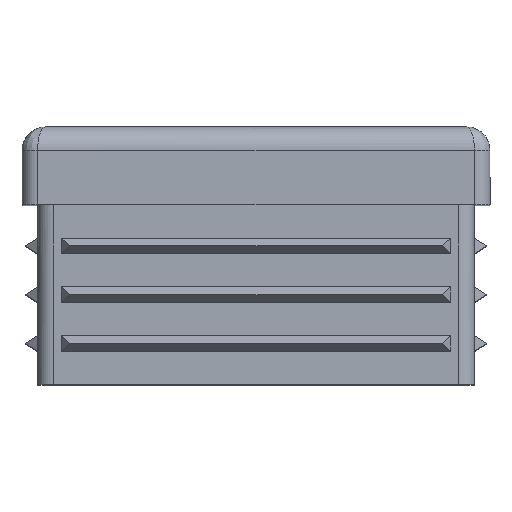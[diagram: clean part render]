
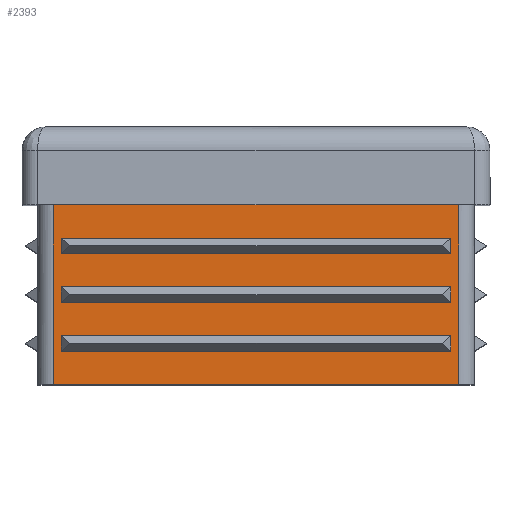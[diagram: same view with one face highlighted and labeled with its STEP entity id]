
A CAD part, top view. The second image highlights one B-rep face of the part: STEP entity #2393.
In plain terms, the highlighted planar face has unit normal (0, 0, 1).
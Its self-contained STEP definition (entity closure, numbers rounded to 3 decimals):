
#5 = DIRECTION ( 'NONE',  ( 0., 1., 0. ) ) ;
#9 = DIRECTION ( 'NONE',  ( -1., 0., 0. ) ) ;
#12 = CARTESIAN_POINT ( 'NONE',  ( 15.85, 5.25, 14. ) ) ;
#39 = EDGE_LOOP ( 'NONE', ( #1100, #387, #289, #768 ) ) ;
#70 = EDGE_CURVE ( 'NONE', #2991, #783, #940, .T. ) ;
#71 = CARTESIAN_POINT ( 'NONE',  ( 12.5, 5.25, 14. ) ) ;
#132 = EDGE_LOOP ( 'NONE', ( #3113, #1981, #2351, #1350 ) ) ;
#133 = CARTESIAN_POINT ( 'NONE',  ( 13., 9.375, 14. ) ) ;
#145 = VERTEX_POINT ( 'NONE', #515 ) ;
#150 = EDGE_CURVE ( 'NONE', #2060, #2734, #2443, .T. ) ;
#178 = CARTESIAN_POINT ( 'NONE',  ( 15.85, 9.375, 14. ) ) ;
#182 = VECTOR ( 'NONE', #605, 1000. ) ;
#289 = ORIENTED_EDGE ( 'NONE', *, *, #1434, .T. ) ;
#337 = DIRECTION ( 'NONE',  ( -1., 0., 0. ) ) ;
#387 = ORIENTED_EDGE ( 'NONE', *, *, #1789, .T. ) ;
#426 = CARTESIAN_POINT ( 'NONE',  ( -12.5, 3.125, 14. ) ) ;
#434 = VERTEX_POINT ( 'NONE', #1417 ) ;
#437 = VERTEX_POINT ( 'NONE', #2408 ) ;
#440 = DIRECTION ( 'NONE',  ( -1., 0., 0. ) ) ;
#442 = CARTESIAN_POINT ( 'NONE',  ( -12.5, 9.375, 14. ) ) ;
#448 = CARTESIAN_POINT ( 'NONE',  ( 13., 11.5, 14. ) ) ;
#450 = VERTEX_POINT ( 'NONE', #1367 ) ;
#458 = DIRECTION ( 'NONE',  ( 0., 1., 0. ) ) ;
#463 = VECTOR ( 'NONE', #1490, 1000. ) ;
#470 = DIRECTION ( 'NONE',  ( -1., 0., 0. ) ) ;
#515 = CARTESIAN_POINT ( 'NONE',  ( -13., 0., 14. ) ) ;
#518 = CARTESIAN_POINT ( 'NONE',  ( 15.85, 9.375, 14. ) ) ;
#560 = LINE ( 'NONE', #1836, #935 ) ;
#602 = ORIENTED_EDGE ( 'NONE', *, *, #1746, .F. ) ;
#605 = DIRECTION ( 'NONE',  ( 0., 1., 0. ) ) ;
#672 = LINE ( 'NONE', #1421, #684 ) ;
#673 = DIRECTION ( 'NONE',  ( 0., 1., 0. ) ) ;
#684 = VECTOR ( 'NONE', #1647, 1000. ) ;
#685 = LINE ( 'NONE', #178, #1965 ) ;
#714 = EDGE_LOOP ( 'NONE', ( #2606, #1392, #602, #2056 ) ) ;
#718 = CARTESIAN_POINT ( 'NONE',  ( 12.5, -11.739, 14. ) ) ;
#736 = LINE ( 'NONE', #1722, #1869 ) ;
#768 = ORIENTED_EDGE ( 'NONE', *, *, #2225, .F. ) ;
#783 = VERTEX_POINT ( 'NONE', #2880 ) ;
#805 = CARTESIAN_POINT ( 'NONE',  ( 15.85, 3.125, 14. ) ) ;
#824 = LINE ( 'NONE', #133, #182 ) ;
#907 = ORIENTED_EDGE ( 'NONE', *, *, #70, .F. ) ;
#921 = EDGE_CURVE ( 'NONE', #2060, #938, #2703, .T. ) ;
#935 = VECTOR ( 'NONE', #337, 1000. ) ;
#938 = VERTEX_POINT ( 'NONE', #3185 ) ;
#940 = LINE ( 'NONE', #1920, #2798 ) ;
#989 = DIRECTION ( 'NONE',  ( 0., 0., -1. ) ) ;
#1100 = ORIENTED_EDGE ( 'NONE', *, *, #1139, .F. ) ;
#1101 = DIRECTION ( 'NONE',  ( -1., 0., 0. ) ) ;
#1139 = EDGE_CURVE ( 'NONE', #437, #450, #2436, .T. ) ;
#1219 = EDGE_CURVE ( 'NONE', #2789, #2751, #736, .T. ) ;
#1240 = LINE ( 'NONE', #2977, #463 ) ;
#1276 = EDGE_CURVE ( 'NONE', #2991, #2789, #560, .T. ) ;
#1350 = ORIENTED_EDGE ( 'NONE', *, *, #1963, .F. ) ;
#1367 = CARTESIAN_POINT ( 'NONE',  ( 12.5, 9.375, 14. ) ) ;
#1392 = ORIENTED_EDGE ( 'NONE', *, *, #2268, .T. ) ;
#1417 = CARTESIAN_POINT ( 'NONE',  ( 13., 0., 14. ) ) ;
#1421 = CARTESIAN_POINT ( 'NONE',  ( -13., 9.375, 14. ) ) ;
#1430 = VECTOR ( 'NONE', #1101, 1000. ) ;
#1434 = EDGE_CURVE ( 'NONE', #2399, #1436, #3095, .T. ) ;
#1436 = VERTEX_POINT ( 'NONE', #442 ) ;
#1457 = DIRECTION ( 'NONE',  ( -1., 0., 0. ) ) ;
#1478 = CARTESIAN_POINT ( 'NONE',  ( -12.5, 8.375, 14. ) ) ;
#1483 = EDGE_CURVE ( 'NONE', #3126, #2035, #1698, .T. ) ;
#1490 = DIRECTION ( 'NONE',  ( -1., 0., 0. ) ) ;
#1496 = VECTOR ( 'NONE', #1457, 1000. ) ;
#1513 = FACE_BOUND ( 'NONE', #39, .T. ) ;
#1542 = LINE ( 'NONE', #2083, #2062 ) ;
#1611 = AXIS2_PLACEMENT_3D ( 'NONE', #518, #989, #1966 ) ;
#1644 = CARTESIAN_POINT ( 'NONE',  ( -12.5, 5.25, 14. ) ) ;
#1647 = DIRECTION ( 'NONE',  ( 0., -1., 0. ) ) ;
#1692 = LINE ( 'NONE', #2226, #2986 ) ;
#1698 = LINE ( 'NONE', #2715, #1496 ) ;
#1717 = FACE_OUTER_BOUND ( 'NONE', #714, .T. ) ;
#1722 = CARTESIAN_POINT ( 'NONE',  ( -12.5, -11.739, 14. ) ) ;
#1736 = VECTOR ( 'NONE', #2303, 1000. ) ;
#1739 = CARTESIAN_POINT ( 'NONE',  ( -12.5, 6.25, 14. ) ) ;
#1746 = EDGE_CURVE ( 'NONE', #434, #145, #1692, .T. ) ;
#1781 = VERTEX_POINT ( 'NONE', #1739 ) ;
#1789 = EDGE_CURVE ( 'NONE', #437, #2399, #1240, .T. ) ;
#1831 = ORIENTED_EDGE ( 'NONE', *, *, #3029, .F. ) ;
#1832 = CARTESIAN_POINT ( 'NONE',  ( -12.5, -11.739, 14. ) ) ;
#1836 = CARTESIAN_POINT ( 'NONE',  ( 15.85, 2.125, 14. ) ) ;
#1854 = CARTESIAN_POINT ( 'NONE',  ( -12.5, -11.739, 14. ) ) ;
#1869 = VECTOR ( 'NONE', #5, 1000. ) ;
#1920 = CARTESIAN_POINT ( 'NONE',  ( 12.5, -11.739, 14. ) ) ;
#1963 = EDGE_CURVE ( 'NONE', #938, #1781, #1542, .T. ) ;
#1965 = VECTOR ( 'NONE', #440, 1000. ) ;
#1966 = DIRECTION ( 'NONE',  ( 0., 1., 0. ) ) ;
#1981 = ORIENTED_EDGE ( 'NONE', *, *, #150, .T. ) ;
#2031 = LINE ( 'NONE', #805, #1430 ) ;
#2035 = VERTEX_POINT ( 'NONE', #2213 ) ;
#2056 = ORIENTED_EDGE ( 'NONE', *, *, #2651, .T. ) ;
#2060 = VERTEX_POINT ( 'NONE', #71 ) ;
#2061 = CARTESIAN_POINT ( 'NONE',  ( 12.5, 2.125, 14. ) ) ;
#2062 = VECTOR ( 'NONE', #2517, 1000. ) ;
#2083 = CARTESIAN_POINT ( 'NONE',  ( 15.85, 6.25, 14. ) ) ;
#2213 = CARTESIAN_POINT ( 'NONE',  ( -13., 11.5, 14. ) ) ;
#2223 = VECTOR ( 'NONE', #673, 1000. ) ;
#2225 = EDGE_CURVE ( 'NONE', #450, #1436, #685, .T. ) ;
#2226 = CARTESIAN_POINT ( 'NONE',  ( 15.85, 0., 14. ) ) ;
#2232 = PLANE ( 'NONE',  #1611 ) ;
#2268 = EDGE_CURVE ( 'NONE', #2035, #145, #672, .T. ) ;
#2303 = DIRECTION ( 'NONE',  ( 0., 1., 0. ) ) ;
#2351 = ORIENTED_EDGE ( 'NONE', *, *, #2543, .T. ) ;
#2360 = ORIENTED_EDGE ( 'NONE', *, *, #1276, .T. ) ;
#2393 = ADVANCED_FACE ( 'NONE', ( #3196, #2982, #1513, #1717 ), #2232, .F. ) ;
#2397 = EDGE_LOOP ( 'NONE', ( #907, #2360, #3016, #1831 ) ) ;
#2399 = VERTEX_POINT ( 'NONE', #1478 ) ;
#2408 = CARTESIAN_POINT ( 'NONE',  ( 12.5, 8.375, 14. ) ) ;
#2436 = LINE ( 'NONE', #718, #2684 ) ;
#2443 = LINE ( 'NONE', #12, #2491 ) ;
#2491 = VECTOR ( 'NONE', #470, 1000. ) ;
#2517 = DIRECTION ( 'NONE',  ( -1., 0., 0. ) ) ;
#2543 = EDGE_CURVE ( 'NONE', #2734, #1781, #2775, .T. ) ;
#2606 = ORIENTED_EDGE ( 'NONE', *, *, #1483, .T. ) ;
#2635 = DIRECTION ( 'NONE',  ( 0., 1., 0. ) ) ;
#2651 = EDGE_CURVE ( 'NONE', #434, #3126, #824, .T. ) ;
#2684 = VECTOR ( 'NONE', #2925, 1000. ) ;
#2703 = LINE ( 'NONE', #2718, #2940 ) ;
#2715 = CARTESIAN_POINT ( 'NONE',  ( 15.85, 11.5, 14. ) ) ;
#2718 = CARTESIAN_POINT ( 'NONE',  ( 12.5, -11.739, 14. ) ) ;
#2734 = VERTEX_POINT ( 'NONE', #1644 ) ;
#2751 = VERTEX_POINT ( 'NONE', #426 ) ;
#2775 = LINE ( 'NONE', #1832, #1736 ) ;
#2789 = VERTEX_POINT ( 'NONE', #2887 ) ;
#2798 = VECTOR ( 'NONE', #2635, 1000. ) ;
#2880 = CARTESIAN_POINT ( 'NONE',  ( 12.5, 3.125, 14. ) ) ;
#2887 = CARTESIAN_POINT ( 'NONE',  ( -12.5, 2.125, 14. ) ) ;
#2925 = DIRECTION ( 'NONE',  ( 0., 1., 0. ) ) ;
#2940 = VECTOR ( 'NONE', #458, 1000. ) ;
#2977 = CARTESIAN_POINT ( 'NONE',  ( 15.85, 8.375, 14. ) ) ;
#2982 = FACE_BOUND ( 'NONE', #132, .T. ) ;
#2986 = VECTOR ( 'NONE', #9, 1000. ) ;
#2991 = VERTEX_POINT ( 'NONE', #2061 ) ;
#3016 = ORIENTED_EDGE ( 'NONE', *, *, #1219, .T. ) ;
#3029 = EDGE_CURVE ( 'NONE', #783, #2751, #2031, .T. ) ;
#3095 = LINE ( 'NONE', #1854, #2223 ) ;
#3113 = ORIENTED_EDGE ( 'NONE', *, *, #921, .F. ) ;
#3126 = VERTEX_POINT ( 'NONE', #448 ) ;
#3185 = CARTESIAN_POINT ( 'NONE',  ( 12.5, 6.25, 14. ) ) ;
#3196 = FACE_BOUND ( 'NONE', #2397, .T. ) ;
